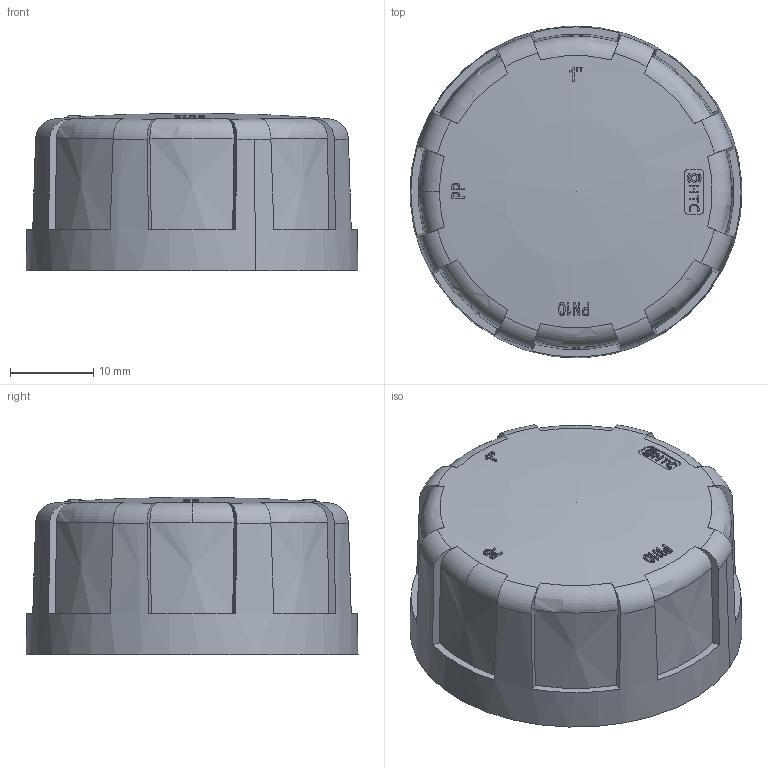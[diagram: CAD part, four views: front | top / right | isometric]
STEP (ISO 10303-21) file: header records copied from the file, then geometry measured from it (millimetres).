
FILE_DESCRIPTION (( 'STEP AP214' ), '1' );
FILE_NAME ('蚾饜极 1.STEP', '2025-07-08T05:37:58', ( '' ), ( '' ), 'SwSTEP 2.0', 'SolidWorks 2023', '' );
FILE_SCHEMA (( 'AUTOMOTIVE_DESIGN' ));
Length unit declared in the file: millimetre
Products named in the file (3): 2023-089; 装配体 1; PF0816-4
Assembly tree (2 placements, depth 2):
  装配体 1
    PF0816-4
    2023-089
Bounding box: 39.96 x 39.96 x 19 mm (x, y, z)
Volume: 10246.5 mm3; surface area: 8503.1 mm2
Topology: 2 solids, 2 shells, 257 faces, 678 edges, 438 vertices
Faces by surface type: plane 121, cylinder 50, torus 25, sphere 25, bspline 24, cone 12
Entity records: 11409 total; most frequent: CARTESIAN_POINT 5175, ORIENTED_EDGE 1330, DIRECTION 1273, EDGE_CURVE 665, AXIS2_PLACEMENT_3D 541, VERTEX_POINT 436, CIRCLE 303, EDGE_LOOP 283
